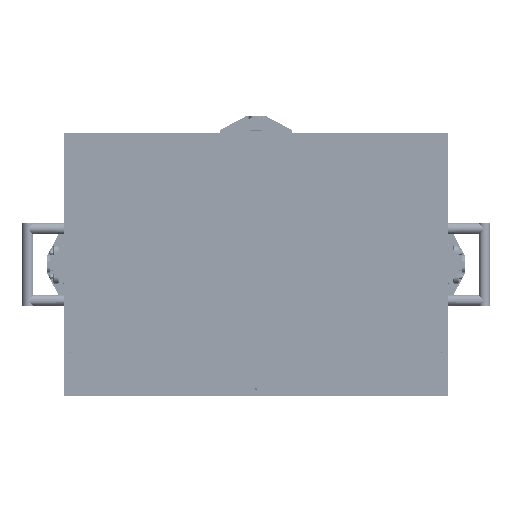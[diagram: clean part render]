
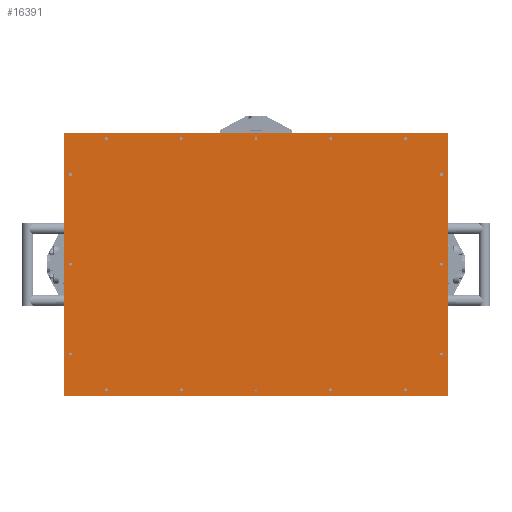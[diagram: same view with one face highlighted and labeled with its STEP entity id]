
A CAD part, top view. The second image highlights one B-rep face of the part: STEP entity #16391.
In plain terms, the highlighted planar face has unit normal (0, 0, 1).
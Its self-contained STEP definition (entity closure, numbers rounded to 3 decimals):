
#950=CIRCLE('',#17597,2.5);
#952=CIRCLE('',#17600,2.5);
#954=CIRCLE('',#17603,2.5);
#956=CIRCLE('',#17606,2.5);
#958=CIRCLE('',#17609,2.5);
#960=CIRCLE('',#17612,2.5);
#962=CIRCLE('',#17615,2.5);
#964=CIRCLE('',#17618,2.5);
#966=CIRCLE('',#17621,2.5);
#968=CIRCLE('',#17624,2.5);
#970=CIRCLE('',#17627,2.5);
#972=CIRCLE('',#17630,2.5);
#974=CIRCLE('',#17633,2.5);
#976=CIRCLE('',#17636,2.5);
#978=CIRCLE('',#17639,2.5);
#980=CIRCLE('',#17642,2.5);
#1904=FACE_BOUND('',#3537,.T.);
#1905=FACE_BOUND('',#3538,.T.);
#1906=FACE_BOUND('',#3539,.T.);
#1907=FACE_BOUND('',#3540,.T.);
#1908=FACE_BOUND('',#3541,.T.);
#1909=FACE_BOUND('',#3542,.T.);
#1910=FACE_BOUND('',#3543,.T.);
#1911=FACE_BOUND('',#3544,.T.);
#1912=FACE_BOUND('',#3545,.T.);
#1913=FACE_BOUND('',#3546,.T.);
#1914=FACE_BOUND('',#3547,.T.);
#1915=FACE_BOUND('',#3548,.T.);
#1916=FACE_BOUND('',#3549,.T.);
#1917=FACE_BOUND('',#3550,.T.);
#1918=FACE_BOUND('',#3551,.T.);
#1919=FACE_BOUND('',#3552,.T.);
#2468=FACE_OUTER_BOUND('',#3536,.T.);
#3536=EDGE_LOOP('',(#12778,#12779,#12780,#12781));
#3537=EDGE_LOOP('',(#12782));
#3538=EDGE_LOOP('',(#12783));
#3539=EDGE_LOOP('',(#12784));
#3540=EDGE_LOOP('',(#12785));
#3541=EDGE_LOOP('',(#12786));
#3542=EDGE_LOOP('',(#12787));
#3543=EDGE_LOOP('',(#12788));
#3544=EDGE_LOOP('',(#12789));
#3545=EDGE_LOOP('',(#12790));
#3546=EDGE_LOOP('',(#12791));
#3547=EDGE_LOOP('',(#12792));
#3548=EDGE_LOOP('',(#12793));
#3549=EDGE_LOOP('',(#12794));
#3550=EDGE_LOOP('',(#12795));
#3551=EDGE_LOOP('',(#12796));
#3552=EDGE_LOOP('',(#12797));
#4906=LINE('',#31905,#6398);
#4909=LINE('',#31911,#6401);
#4912=LINE('',#31917,#6404);
#4915=LINE('',#31921,#6407);
#6398=VECTOR('',#20572,10.);
#6401=VECTOR('',#20577,10.);
#6404=VECTOR('',#20582,10.);
#6407=VECTOR('',#20587,10.);
#7813=VERTEX_POINT('',#31803);
#7815=VERTEX_POINT('',#31809);
#7817=VERTEX_POINT('',#31815);
#7819=VERTEX_POINT('',#31821);
#7821=VERTEX_POINT('',#31827);
#7823=VERTEX_POINT('',#31833);
#7825=VERTEX_POINT('',#31839);
#7827=VERTEX_POINT('',#31845);
#7829=VERTEX_POINT('',#31851);
#7831=VERTEX_POINT('',#31857);
#7833=VERTEX_POINT('',#31863);
#7835=VERTEX_POINT('',#31869);
#7837=VERTEX_POINT('',#31875);
#7839=VERTEX_POINT('',#31881);
#7841=VERTEX_POINT('',#31887);
#7843=VERTEX_POINT('',#31893);
#7847=VERTEX_POINT('',#31902);
#7848=VERTEX_POINT('',#31904);
#7850=VERTEX_POINT('',#31910);
#7852=VERTEX_POINT('',#31916);
#9585=EDGE_CURVE('',#7813,#7813,#950,.T.);
#9588=EDGE_CURVE('',#7815,#7815,#952,.T.);
#9591=EDGE_CURVE('',#7817,#7817,#954,.T.);
#9594=EDGE_CURVE('',#7819,#7819,#956,.T.);
#9597=EDGE_CURVE('',#7821,#7821,#958,.T.);
#9600=EDGE_CURVE('',#7823,#7823,#960,.T.);
#9603=EDGE_CURVE('',#7825,#7825,#962,.T.);
#9606=EDGE_CURVE('',#7827,#7827,#964,.T.);
#9609=EDGE_CURVE('',#7829,#7829,#966,.T.);
#9612=EDGE_CURVE('',#7831,#7831,#968,.T.);
#9615=EDGE_CURVE('',#7833,#7833,#970,.T.);
#9618=EDGE_CURVE('',#7835,#7835,#972,.T.);
#9621=EDGE_CURVE('',#7837,#7837,#974,.T.);
#9624=EDGE_CURVE('',#7839,#7839,#976,.T.);
#9627=EDGE_CURVE('',#7841,#7841,#978,.T.);
#9630=EDGE_CURVE('',#7843,#7843,#980,.T.);
#9635=EDGE_CURVE('',#7848,#7847,#4906,.T.);
#9638=EDGE_CURVE('',#7850,#7848,#4909,.T.);
#9641=EDGE_CURVE('',#7852,#7850,#4912,.T.);
#9644=EDGE_CURVE('',#7847,#7852,#4915,.T.);
#12778=ORIENTED_EDGE('',*,*,#9644,.T.);
#12779=ORIENTED_EDGE('',*,*,#9641,.T.);
#12780=ORIENTED_EDGE('',*,*,#9638,.T.);
#12781=ORIENTED_EDGE('',*,*,#9635,.T.);
#12782=ORIENTED_EDGE('',*,*,#9630,.T.);
#12783=ORIENTED_EDGE('',*,*,#9627,.T.);
#12784=ORIENTED_EDGE('',*,*,#9624,.T.);
#12785=ORIENTED_EDGE('',*,*,#9621,.T.);
#12786=ORIENTED_EDGE('',*,*,#9618,.T.);
#12787=ORIENTED_EDGE('',*,*,#9615,.T.);
#12788=ORIENTED_EDGE('',*,*,#9612,.T.);
#12789=ORIENTED_EDGE('',*,*,#9609,.T.);
#12790=ORIENTED_EDGE('',*,*,#9606,.T.);
#12791=ORIENTED_EDGE('',*,*,#9603,.T.);
#12792=ORIENTED_EDGE('',*,*,#9600,.T.);
#12793=ORIENTED_EDGE('',*,*,#9597,.T.);
#12794=ORIENTED_EDGE('',*,*,#9594,.T.);
#12795=ORIENTED_EDGE('',*,*,#9591,.T.);
#12796=ORIENTED_EDGE('',*,*,#9588,.T.);
#12797=ORIENTED_EDGE('',*,*,#9585,.T.);
#15687=PLANE('',#17648);
#16391=ADVANCED_FACE('',(#2468,#1904,#1905,#1906,#1907,#1908,#1909,#1910,
#1911,#1912,#1913,#1914,#1915,#1916,#1917,#1918,#1919),#15687,.T.);
#17597=AXIS2_PLACEMENT_3D('',#31804,#20458,#20459);
#17600=AXIS2_PLACEMENT_3D('',#31810,#20465,#20466);
#17603=AXIS2_PLACEMENT_3D('',#31816,#20472,#20473);
#17606=AXIS2_PLACEMENT_3D('',#31822,#20479,#20480);
#17609=AXIS2_PLACEMENT_3D('',#31828,#20486,#20487);
#17612=AXIS2_PLACEMENT_3D('',#31834,#20493,#20494);
#17615=AXIS2_PLACEMENT_3D('',#31840,#20500,#20501);
#17618=AXIS2_PLACEMENT_3D('',#31846,#20507,#20508);
#17621=AXIS2_PLACEMENT_3D('',#31852,#20514,#20515);
#17624=AXIS2_PLACEMENT_3D('',#31858,#20521,#20522);
#17627=AXIS2_PLACEMENT_3D('',#31864,#20528,#20529);
#17630=AXIS2_PLACEMENT_3D('',#31870,#20535,#20536);
#17633=AXIS2_PLACEMENT_3D('',#31876,#20542,#20543);
#17636=AXIS2_PLACEMENT_3D('',#31882,#20549,#20550);
#17639=AXIS2_PLACEMENT_3D('',#31888,#20556,#20557);
#17642=AXIS2_PLACEMENT_3D('',#31894,#20563,#20564);
#17648=AXIS2_PLACEMENT_3D('',#31922,#20588,#20589);
#20458=DIRECTION('center_axis',(0.,0.,-1.));
#20459=DIRECTION('ref_axis',(-1.,0.,0.));
#20465=DIRECTION('center_axis',(0.,0.,-1.));
#20466=DIRECTION('ref_axis',(-1.,0.,0.));
#20472=DIRECTION('center_axis',(0.,0.,-1.));
#20473=DIRECTION('ref_axis',(-1.,0.,0.));
#20479=DIRECTION('center_axis',(0.,0.,-1.));
#20480=DIRECTION('ref_axis',(-1.,0.,0.));
#20486=DIRECTION('center_axis',(0.,0.,-1.));
#20487=DIRECTION('ref_axis',(-1.,0.,0.));
#20493=DIRECTION('center_axis',(0.,0.,-1.));
#20494=DIRECTION('ref_axis',(-1.,0.,0.));
#20500=DIRECTION('center_axis',(0.,0.,-1.));
#20501=DIRECTION('ref_axis',(-1.,0.,0.));
#20507=DIRECTION('center_axis',(0.,0.,-1.));
#20508=DIRECTION('ref_axis',(-1.,0.,0.));
#20514=DIRECTION('center_axis',(0.,0.,-1.));
#20515=DIRECTION('ref_axis',(-1.,0.,0.));
#20521=DIRECTION('center_axis',(0.,0.,-1.));
#20522=DIRECTION('ref_axis',(-1.,0.,0.));
#20528=DIRECTION('center_axis',(0.,0.,-1.));
#20529=DIRECTION('ref_axis',(-1.,0.,0.));
#20535=DIRECTION('center_axis',(0.,0.,-1.));
#20536=DIRECTION('ref_axis',(-1.,0.,0.));
#20542=DIRECTION('center_axis',(0.,0.,-1.));
#20543=DIRECTION('ref_axis',(-1.,0.,0.));
#20549=DIRECTION('center_axis',(0.,0.,-1.));
#20550=DIRECTION('ref_axis',(-1.,0.,0.));
#20556=DIRECTION('center_axis',(0.,0.,-1.));
#20557=DIRECTION('ref_axis',(-1.,0.,0.));
#20563=DIRECTION('center_axis',(0.,0.,-1.));
#20564=DIRECTION('ref_axis',(-1.,0.,0.));
#20572=DIRECTION('',(1.,0.,0.));
#20577=DIRECTION('',(0.,-1.,0.));
#20582=DIRECTION('',(-1.,0.,0.));
#20587=DIRECTION('',(0.,1.,0.));
#20588=DIRECTION('center_axis',(0.,0.,1.));
#20589=DIRECTION('ref_axis',(1.,0.,0.));
#31803=CARTESIAN_POINT('',(127.5,-210.,13.5));
#31804=CARTESIAN_POINT('Origin',(125.,-210.,13.5));
#31809=CARTESIAN_POINT('',(252.5,-210.,13.5));
#31810=CARTESIAN_POINT('Origin',(250.,-210.,13.5));
#31815=CARTESIAN_POINT('',(2.5,-210.,13.5));
#31816=CARTESIAN_POINT('Origin',(0.,-210.,13.5));
#31821=CARTESIAN_POINT('',(-247.5,210.,13.5));
#31822=CARTESIAN_POINT('Origin',(-250.,210.,13.5));
#31827=CARTESIAN_POINT('',(312.5,150.,13.5));
#31828=CARTESIAN_POINT('Origin',(310.,150.,13.5));
#31833=CARTESIAN_POINT('',(-307.5,150.,13.5));
#31834=CARTESIAN_POINT('Origin',(-310.,150.,13.5));
#31839=CARTESIAN_POINT('',(127.5,210.,13.5));
#31840=CARTESIAN_POINT('Origin',(125.,210.,13.5));
#31845=CARTESIAN_POINT('',(2.5,210.,13.5));
#31846=CARTESIAN_POINT('Origin',(0.,210.,13.5));
#31851=CARTESIAN_POINT('',(252.5,210.,13.5));
#31852=CARTESIAN_POINT('Origin',(250.,210.,13.5));
#31857=CARTESIAN_POINT('',(-122.5,210.,13.5));
#31858=CARTESIAN_POINT('Origin',(-125.,210.,13.5));
#31863=CARTESIAN_POINT('',(-247.5,-210.,13.5));
#31864=CARTESIAN_POINT('Origin',(-250.,-210.,13.5));
#31869=CARTESIAN_POINT('',(-122.5,-210.,13.5));
#31870=CARTESIAN_POINT('Origin',(-125.,-210.,13.5));
#31875=CARTESIAN_POINT('',(-307.5,0.,13.5));
#31876=CARTESIAN_POINT('Origin',(-310.,0.,13.5));
#31881=CARTESIAN_POINT('',(-307.5,-150.,13.5));
#31882=CARTESIAN_POINT('Origin',(-310.,-150.,13.5));
#31887=CARTESIAN_POINT('',(312.5,-150.,13.5));
#31888=CARTESIAN_POINT('Origin',(310.,-150.,13.5));
#31893=CARTESIAN_POINT('',(312.5,0.,13.5));
#31894=CARTESIAN_POINT('Origin',(310.,0.,13.5));
#31902=CARTESIAN_POINT('',(320.,-220.,13.5));
#31904=CARTESIAN_POINT('',(-320.,-220.,13.5));
#31905=CARTESIAN_POINT('',(-160.,-220.,13.5));
#31910=CARTESIAN_POINT('',(-320.,220.,13.5));
#31911=CARTESIAN_POINT('',(-320.,110.,13.5));
#31916=CARTESIAN_POINT('',(320.,220.,13.5));
#31917=CARTESIAN_POINT('',(160.,220.,13.5));
#31921=CARTESIAN_POINT('',(320.,-110.,13.5));
#31922=CARTESIAN_POINT('Origin',(0.,0.,13.5));
